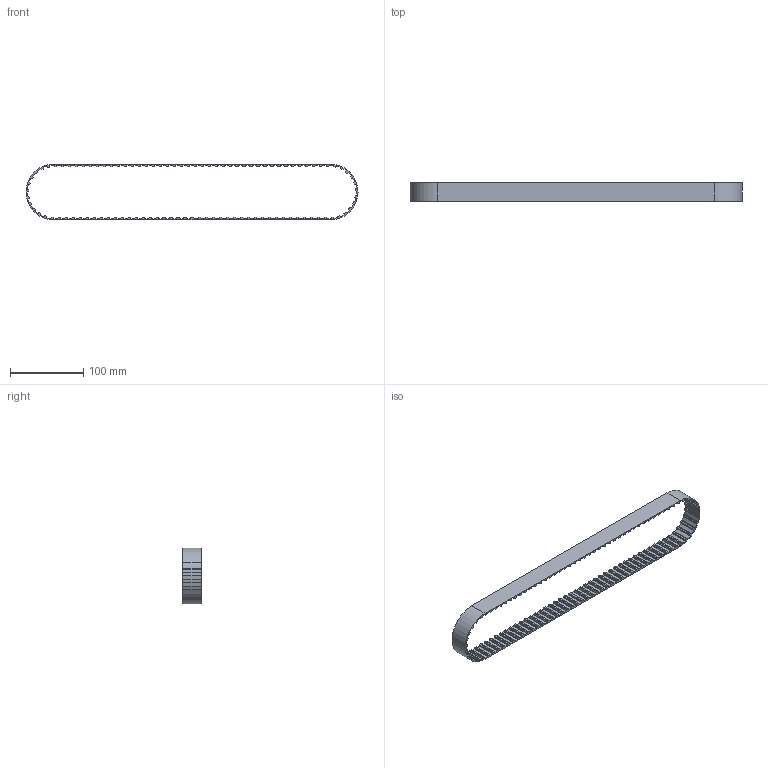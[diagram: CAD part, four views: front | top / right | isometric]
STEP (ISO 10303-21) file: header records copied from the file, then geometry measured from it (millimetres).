
FILE_DESCRIPTION (( 'STEP AP214' ), '1' );
FILE_NAME ('390L100NG.step', '2015-04-08T22:56:31', ( '' ), ( '' ), 'SwSTEP 2.0', 'SolidWorks 2014', '' );
FILE_SCHEMA (( 'AUTOMOTIVE_DESIGN' ));
Length unit declared in the file: inch
Products named in the file (1): 390L100NG
Bounding box: 451.81 x 25.4 x 76.2 mm (x, y, z)
Volume: 57925.5 mm3; surface area: 60640 mm2
Topology: 1 solids, 1 shells, 847 faces, 2535 edges, 1690 vertices
Faces by surface type: cylinder 454, plane 393
Entity records: 28861 total; most frequent: DIRECTION 5139, CARTESIAN_POINT 5073, ORIENTED_EDGE 5070, EDGE_CURVE 2535, AXIS2_PLACEMENT_3D 1756, VERTEX_POINT 1690, LINE 1627, VECTOR 1627
